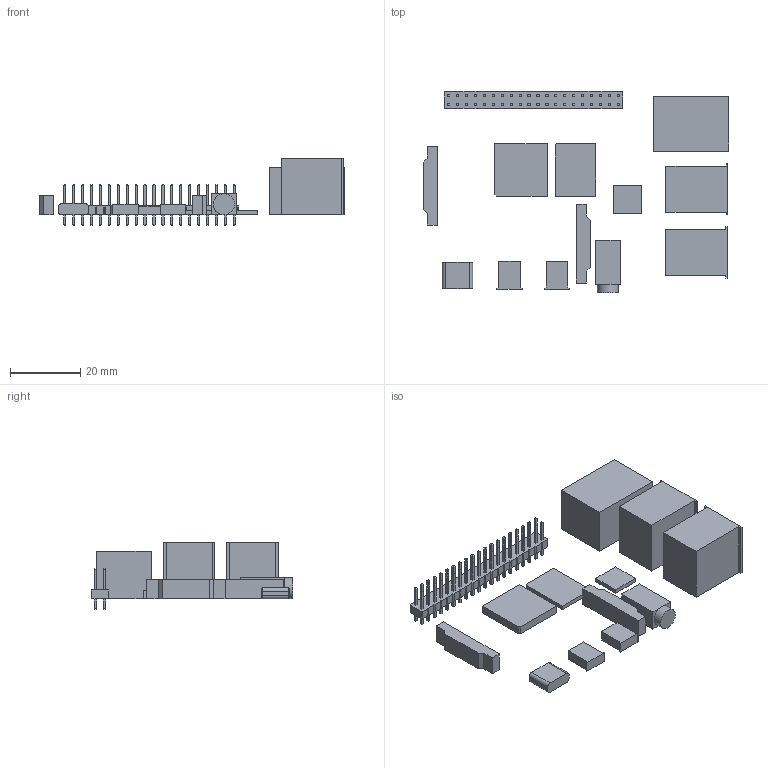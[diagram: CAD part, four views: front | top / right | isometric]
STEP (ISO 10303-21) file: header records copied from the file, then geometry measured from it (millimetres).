
FILE_DESCRIPTION(/* description */ (''),/* implementation_level */ '2;1');
FILE_NAME(/* name */ 'Raspberry Pi 4B v1.step',/* time_stamp */ '2020-09-10T14:46:28-04:00',/* author */ (''),/* organization */ (''),/* preprocessor_version */ 'ST-DEVELOPER v18.1',/* originating_system */ 'Autodesk Translation Framework v9.3.0.1241',/* authorisation */ '');
FILE_SCHEMA (('AUTOMOTIVE_DESIGN { 1 0 10303 214 3 1 1 }'));
Length unit declared in the file: millimetre
Products named in the file (3): Raspberry Pi 4B; PinHeader_2x20_P2.54mm_Vertical; Component1
Assembly tree (2 placements, depth 2):
  Raspberry Pi 4B
    PinHeader_2x20_P2.54mm_Vertical
    Component1
Bounding box: 86.83 x 57.41 x 19 mm (x, y, z)
Volume: 15475.3 mm3; surface area: 9458.9 mm2
Topology: 13 solids, 13 shells, 949 faces, 2207 edges, 1364 vertices
Faces by surface type: plane 944, cylinder 5
Full cylindrical faces by diameter (mm): 6 x1
Entity records: 26943 total; most frequent: CARTESIAN_POINT 4525, ORIENTED_EDGE 4414, DIRECTION 4127, EDGE_CURVE 2207, LINE 2195, VECTOR 2195, VERTEX_POINT 1364, EDGE_LOOP 1029
